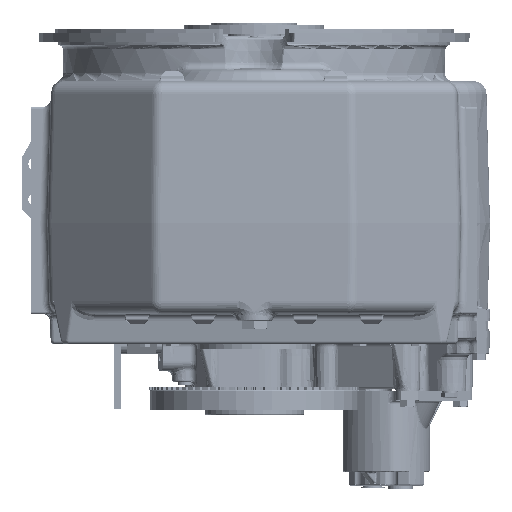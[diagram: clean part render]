
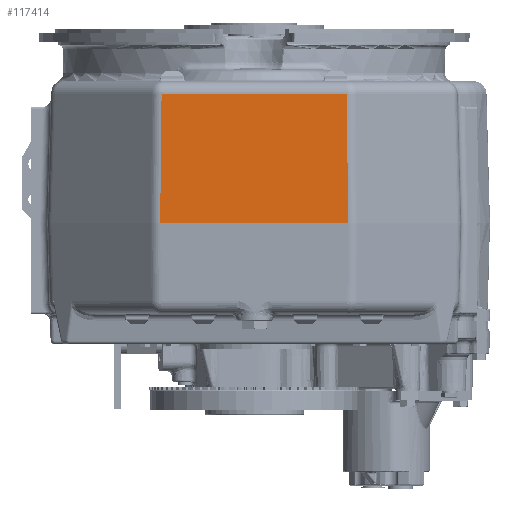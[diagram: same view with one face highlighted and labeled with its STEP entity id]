
A CAD part, front view. The second image highlights one B-rep face of the part: STEP entity #117414.
In plain terms, the highlighted planar face has unit normal (0, -1, 0.026).
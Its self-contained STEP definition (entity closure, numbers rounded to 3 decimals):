
#11271 = ORIENTED_EDGE ( 'NONE', *, *, #17118, .F. ) ;
#17118 = EDGE_CURVE ( 'NONE', #253165, #55665, #181086, .T. ) ;
#19196 = EDGE_CURVE ( 'NONE', #253165, #178483, #251257, .T. ) ;
#23253 = CARTESIAN_POINT ( 'NONE',  ( -120.399, -530.231, -241.99 ) ) ;
#28355 = VECTOR ( 'NONE', #137982, 1000. ) ;
#28798 = EDGE_CURVE ( 'NONE', #178483, #271814, #248502, .T. ) ;
#43782 = DIRECTION ( 'NONE',  ( -1., 0., 0. ) ) ;
#44314 = DIRECTION ( 'NONE',  ( -0.011, -0.026, -1. ) ) ;
#53270 = ORIENTED_EDGE ( 'NONE', *, *, #19196, .T. ) ;
#55665 = VERTEX_POINT ( 'NONE', #138466 ) ;
#81336 = VECTOR ( 'NONE', #213671, 1000. ) ;
#87208 = ORIENTED_EDGE ( 'NONE', *, *, #28798, .T. ) ;
#94001 = CARTESIAN_POINT ( 'NONE',  ( 0., -530.265, -243.295 ) ) ;
#99801 = EDGE_LOOP ( 'NONE', ( #53270, #87208, #244568, #11271 ) ) ;
#115135 = DIRECTION ( 'NONE',  ( 0., -0.026, -1. ) ) ;
#117414 = ADVANCED_FACE ( 'NONE', ( #206982 ), #135267, .T. ) ;
#125458 = VECTOR ( 'NONE', #43782, 1000. ) ;
#135267 = PLANE ( 'NONE',  #230796 ) ;
#137768 = CARTESIAN_POINT ( 'NONE',  ( 120.413, -530.265, -243.295 ) ) ;
#137982 = DIRECTION ( 'NONE',  ( -0.011, 0.026, 1. ) ) ;
#138466 = CARTESIAN_POINT ( 'NONE',  ( -120.413, -530.265, -243.295 ) ) ;
#160439 = EDGE_CURVE ( 'NONE', #271814, #55665, #169573, .T. ) ;
#169304 = CARTESIAN_POINT ( 'NONE',  ( 0., -530.265, -243.295 ) ) ;
#169573 = LINE ( 'NONE', #23253, #225257 ) ;
#178483 = VERTEX_POINT ( 'NONE', #253045 ) ;
#181086 = LINE ( 'NONE', #169304, #125458 ) ;
#192589 = CARTESIAN_POINT ( 'NONE',  ( 0., -525.933, -77.85 ) ) ;
#206982 = FACE_OUTER_BOUND ( 'NONE', #99801, .T. ) ;
#213671 = DIRECTION ( 'NONE',  ( -1., 0., 0. ) ) ;
#225257 = VECTOR ( 'NONE', #44314, 1000. ) ;
#230796 = AXIS2_PLACEMENT_3D ( 'NONE', #94001, #240405, #115135 ) ;
#235626 = CARTESIAN_POINT ( 'NONE',  ( -118.618, -525.933, -77.85 ) ) ;
#240405 = DIRECTION ( 'NONE',  ( 0., -1., 0.026 ) ) ;
#244568 = ORIENTED_EDGE ( 'NONE', *, *, #160439, .T. ) ;
#248502 = LINE ( 'NONE', #192589, #81336 ) ;
#251257 = LINE ( 'NONE', #263438, #28355 ) ;
#253045 = CARTESIAN_POINT ( 'NONE',  ( 118.618, -525.933, -77.85 ) ) ;
#253165 = VERTEX_POINT ( 'NONE', #137768 ) ;
#263438 = CARTESIAN_POINT ( 'NONE',  ( 120.399, -530.231, -241.99 ) ) ;
#271814 = VERTEX_POINT ( 'NONE', #235626 ) ;
